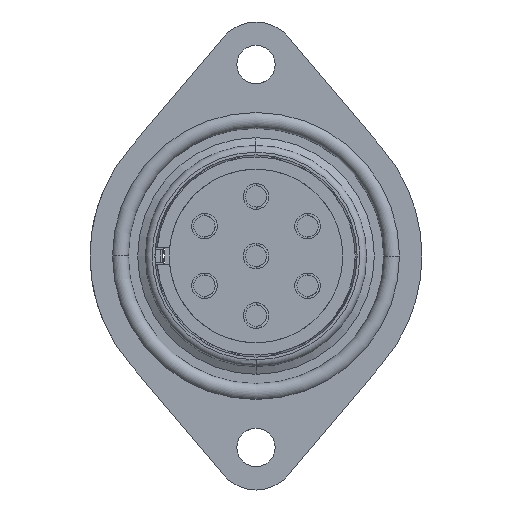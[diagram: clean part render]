
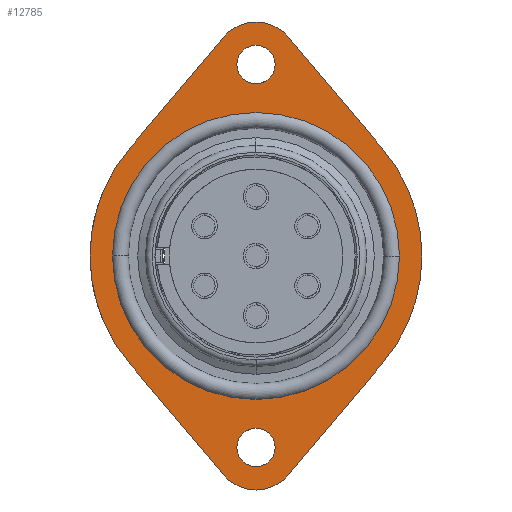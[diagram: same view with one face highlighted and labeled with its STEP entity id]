
A CAD part, left-side view. The second image highlights one B-rep face of the part: STEP entity #12785.
In plain terms, the highlighted planar face has unit normal (-1, 0, 0).
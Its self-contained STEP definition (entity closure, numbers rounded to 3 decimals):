
#3179=DIRECTION('',(0.,0.644,0.765));
#3180=VECTOR('',#3179,17.205);
#3181=CARTESIAN_POINT('',(-1.5,3.823,-25.722));
#3182=LINE('',#3181,#3180);
#3183=CARTESIAN_POINT('',(-1.5,0.,0.));
#3184=DIRECTION('',(1.,0.,0.));
#3185=DIRECTION('',(0.,0.765,-0.644));
#3186=AXIS2_PLACEMENT_3D('',#3183,#3184,#3185);
#3188=CARTESIAN_POINT('',(-1.5,0.,0.));
#3189=DIRECTION('',(1.,0.,0.));
#3190=DIRECTION('',(0.,1.,0.));
#3191=AXIS2_PLACEMENT_3D('',#3188,#3189,#3190);
#3193=DIRECTION('',(0.,-0.644,0.765));
#3194=VECTOR('',#3193,17.205);
#3195=CARTESIAN_POINT('',(-1.5,14.911,12.567));
#3196=LINE('',#3195,#3194);
#3197=CARTESIAN_POINT('',(-1.5,0.,22.5));
#3198=DIRECTION('',(1.,0.,0.));
#3199=DIRECTION('',(0.,0.765,0.644));
#3200=AXIS2_PLACEMENT_3D('',#3197,#3198,#3199);
#3202=CARTESIAN_POINT('',(-1.5,0.,22.5));
#3203=DIRECTION('',(1.,0.,0.));
#3204=DIRECTION('',(0.,0.,1.));
#3205=AXIS2_PLACEMENT_3D('',#3202,#3203,#3204);
#3207=DIRECTION('',(0.,-0.644,-0.765));
#3208=VECTOR('',#3207,17.205);
#3209=CARTESIAN_POINT('',(-1.5,-3.823,25.722));
#3210=LINE('',#3209,#3208);
#3211=CARTESIAN_POINT('',(-1.5,0.,0.));
#3212=DIRECTION('',(1.,0.,0.));
#3213=DIRECTION('',(0.,-0.765,0.644));
#3214=AXIS2_PLACEMENT_3D('',#3211,#3212,#3213);
#3216=CARTESIAN_POINT('',(-1.5,0.,0.));
#3217=DIRECTION('',(1.,0.,0.));
#3218=DIRECTION('',(0.,-1.,0.));
#3219=AXIS2_PLACEMENT_3D('',#3216,#3217,#3218);
#3221=DIRECTION('',(0.,0.644,-0.765));
#3222=VECTOR('',#3221,17.205);
#3223=CARTESIAN_POINT('',(-1.5,-14.911,-12.567));
#3224=LINE('',#3223,#3222);
#3225=CARTESIAN_POINT('',(-1.5,0.,-22.5));
#3226=DIRECTION('',(1.,0.,0.));
#3227=DIRECTION('',(0.,-0.765,-0.644));
#3228=AXIS2_PLACEMENT_3D('',#3225,#3226,#3227);
#3230=CARTESIAN_POINT('',(-1.5,0.,-22.5));
#3231=DIRECTION('',(1.,0.,0.));
#3232=DIRECTION('',(0.,0.,-1.));
#3233=AXIS2_PLACEMENT_3D('',#3230,#3231,#3232);
#3235=CARTESIAN_POINT('',(-1.5,0.,22.5));
#3236=DIRECTION('',(-1.,0.,0.));
#3237=DIRECTION('',(0.,0.,-1.));
#3238=AXIS2_PLACEMENT_3D('',#3235,#3236,#3237);
#3240=CARTESIAN_POINT('',(-1.5,0.,22.5));
#3241=DIRECTION('',(-1.,0.,0.));
#3242=DIRECTION('',(0.,0.,1.));
#3243=AXIS2_PLACEMENT_3D('',#3240,#3241,#3242);
#3245=CARTESIAN_POINT('',(-1.5,0.,-22.5));
#3246=DIRECTION('',(-1.,0.,0.));
#3247=DIRECTION('',(0.,0.,-1.));
#3248=AXIS2_PLACEMENT_3D('',#3245,#3246,#3247);
#3250=CARTESIAN_POINT('',(-1.5,0.,-22.5));
#3251=DIRECTION('',(-1.,0.,0.));
#3252=DIRECTION('',(0.,0.,1.));
#3253=AXIS2_PLACEMENT_3D('',#3250,#3251,#3252);
#3255=CARTESIAN_POINT('',(-1.5,0.,0.));
#3256=DIRECTION('',(-1.,0.,0.));
#3257=DIRECTION('',(0.,-1.,0.));
#3258=AXIS2_PLACEMENT_3D('',#3255,#3256,#3257);
#3260=CARTESIAN_POINT('',(-1.5,0.,0.));
#3261=DIRECTION('',(-1.,0.,0.));
#3262=DIRECTION('',(0.,1.,0.));
#3263=AXIS2_PLACEMENT_3D('',#3260,#3261,#3262);
#9287=CARTESIAN_POINT('',(-1.5,3.823,25.722));
#9288=VERTEX_POINT('',#9287);
#9289=CARTESIAN_POINT('',(-1.5,14.911,12.567));
#9290=VERTEX_POINT('',#9289);
#9295=CARTESIAN_POINT('',(-1.5,-3.823,25.722));
#9296=VERTEX_POINT('',#9295);
#9297=CARTESIAN_POINT('',(-1.5,0.,27.5));
#9298=VERTEX_POINT('',#9297);
#9301=CARTESIAN_POINT('',(-1.5,-14.911,12.567));
#9302=VERTEX_POINT('',#9301);
#9307=CARTESIAN_POINT('',(-1.5,-14.911,-12.567));
#9308=VERTEX_POINT('',#9307);
#9309=CARTESIAN_POINT('',(-1.5,-19.5,0.));
#9310=VERTEX_POINT('',#9309);
#9313=CARTESIAN_POINT('',(-1.5,-3.823,-25.722));
#9314=VERTEX_POINT('',#9313);
#9319=CARTESIAN_POINT('',(-1.5,3.823,-25.722));
#9320=VERTEX_POINT('',#9319);
#9321=CARTESIAN_POINT('',(-1.5,0.,-27.5));
#9322=VERTEX_POINT('',#9321);
#9325=CARTESIAN_POINT('',(-1.5,14.911,-12.567));
#9326=VERTEX_POINT('',#9325);
#9327=CARTESIAN_POINT('',(-1.5,19.5,0.));
#9328=VERTEX_POINT('',#9327);
#9337=CARTESIAN_POINT('',(-1.5,0.,20.25));
#9338=CARTESIAN_POINT('',(-1.5,0.,24.75));
#9339=VERTEX_POINT('',#9337);
#9340=VERTEX_POINT('',#9338);
#9341=CARTESIAN_POINT('',(-1.5,0.,-24.75));
#9342=CARTESIAN_POINT('',(-1.5,0.,-20.25));
#9343=VERTEX_POINT('',#9341);
#9344=VERTEX_POINT('',#9342);
#9345=CARTESIAN_POINT('',(-1.5,-16.866,0.));
#9346=CARTESIAN_POINT('',(-1.5,16.866,0.));
#9347=VERTEX_POINT('',#9345);
#9348=VERTEX_POINT('',#9346);
#12748=CARTESIAN_POINT('',(-1.5,0.,0.));
#12749=DIRECTION('',(1.,0.,0.));
#12750=DIRECTION('',(0.,0.,-1.));
#12751=AXIS2_PLACEMENT_3D('',#12748,#12749,#12750);
#12752=PLANE('',#12751);
#12753=ORIENTED_EDGE('',*,*,#12717,.T.);
#12754=ORIENTED_EDGE('',*,*,#12732,.T.);
#12755=ORIENTED_EDGE('',*,*,#12730,.T.);
#12756=ORIENTED_EDGE('',*,*,#12533,.T.);
#12757=ORIENTED_EDGE('',*,*,#12553,.T.);
#12758=ORIENTED_EDGE('',*,*,#12551,.T.);
#12759=ORIENTED_EDGE('',*,*,#12595,.T.);
#12760=ORIENTED_EDGE('',*,*,#12614,.T.);
#12761=ORIENTED_EDGE('',*,*,#12612,.T.);
#12762=ORIENTED_EDGE('',*,*,#12656,.T.);
#12763=ORIENTED_EDGE('',*,*,#12675,.T.);
#12764=ORIENTED_EDGE('',*,*,#12673,.T.);
#12765=EDGE_LOOP('',(#12753,#12754,#12755,#12756,#12757,#12758,#12759,#12760,
#12761,#12762,#12763,#12764));
#12766=FACE_OUTER_BOUND('',#12765,.F.);
#12768=ORIENTED_EDGE('',*,*,#12767,.T.);
#12770=ORIENTED_EDGE('',*,*,#12769,.T.);
#12771=EDGE_LOOP('',(#12768,#12770));
#12772=FACE_BOUND('',#12771,.F.);
#12774=ORIENTED_EDGE('',*,*,#12773,.T.);
#12776=ORIENTED_EDGE('',*,*,#12775,.T.);
#12777=EDGE_LOOP('',(#12774,#12776));
#12778=FACE_BOUND('',#12777,.F.);
#12780=ORIENTED_EDGE('',*,*,#12779,.T.);
#12782=ORIENTED_EDGE('',*,*,#12781,.T.);
#12783=EDGE_LOOP('',(#12780,#12782));
#12784=FACE_BOUND('',#12783,.F.);
#12785=ADVANCED_FACE('',(#12766,#12772,#12778,#12784),#12752,.F.);
#3187=CIRCLE('',#3186,19.5);
#3192=CIRCLE('',#3191,19.5);
#3201=CIRCLE('',#3200,5.);
#3206=CIRCLE('',#3205,5.);
#3215=CIRCLE('',#3214,19.5);
#3220=CIRCLE('',#3219,19.5);
#3229=CIRCLE('',#3228,5.);
#3234=CIRCLE('',#3233,5.);
#3239=CIRCLE('',#3238,2.25);
#3244=CIRCLE('',#3243,2.25);
#3249=CIRCLE('',#3248,2.25);
#3254=CIRCLE('',#3253,2.25);
#3259=CIRCLE('',#3258,16.866);
#3264=CIRCLE('',#3263,16.866);
#12533=EDGE_CURVE('',#9290,#9288,#3196,.T.);
#12551=EDGE_CURVE('',#9298,#9296,#3206,.T.);
#12553=EDGE_CURVE('',#9288,#9298,#3201,.T.);
#12595=EDGE_CURVE('',#9296,#9302,#3210,.T.);
#12612=EDGE_CURVE('',#9310,#9308,#3220,.T.);
#12614=EDGE_CURVE('',#9302,#9310,#3215,.T.);
#12656=EDGE_CURVE('',#9308,#9314,#3224,.T.);
#12673=EDGE_CURVE('',#9322,#9320,#3234,.T.);
#12675=EDGE_CURVE('',#9314,#9322,#3229,.T.);
#12717=EDGE_CURVE('',#9320,#9326,#3182,.T.);
#12730=EDGE_CURVE('',#9328,#9290,#3192,.T.);
#12732=EDGE_CURVE('',#9326,#9328,#3187,.T.);
#12767=EDGE_CURVE('',#9339,#9340,#3239,.T.);
#12769=EDGE_CURVE('',#9340,#9339,#3244,.T.);
#12773=EDGE_CURVE('',#9343,#9344,#3249,.T.);
#12775=EDGE_CURVE('',#9344,#9343,#3254,.T.);
#12779=EDGE_CURVE('',#9347,#9348,#3259,.T.);
#12781=EDGE_CURVE('',#9348,#9347,#3264,.T.);
